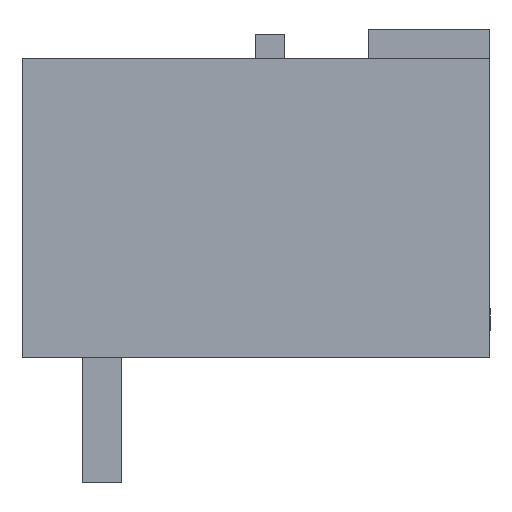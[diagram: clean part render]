
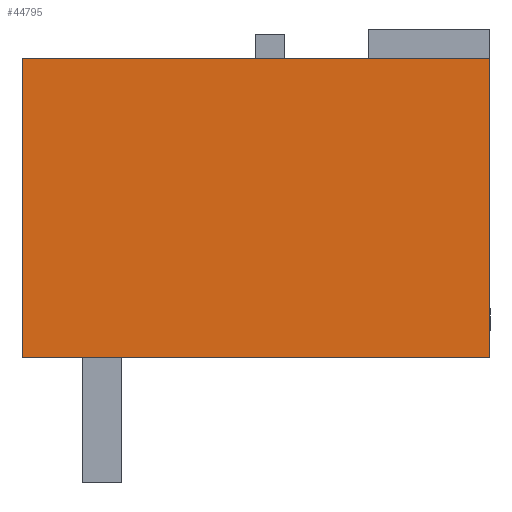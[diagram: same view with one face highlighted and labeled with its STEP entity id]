
A CAD part, left-side view. The second image highlights one B-rep face of the part: STEP entity #44795.
In plain terms, the highlighted planar face has unit normal (-1, 0, 0).
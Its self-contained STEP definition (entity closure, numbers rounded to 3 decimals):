
#44782=AXIS2_PLACEMENT_3D('Plane Axis2P3D',#44779,#44780,#44781) ;
#38265=CARTESIAN_POINT('Vertex',(0.,12.,3.2)) ;
#38268=CARTESIAN_POINT('Line Origine',(0.,12.,7.04)) ;
#38272=CARTESIAN_POINT('Vertex',(0.,12.,10.88)) ;
#39234=CARTESIAN_POINT('Vertex',(0.,0.,10.88)) ;
#39237=CARTESIAN_POINT('Line Origine',(0.,0.,7.04)) ;
#39241=CARTESIAN_POINT('Vertex',(0.,0.,3.2)) ;
#44480=CARTESIAN_POINT('Line Origine',(0.,6.,10.88)) ;
#44779=CARTESIAN_POINT('Axis2P3D Location',(0.,0.,10.88)) ;
#44784=CARTESIAN_POINT('Line Origine',(0.,6.,3.2)) ;
#38269=DIRECTION('Vector Direction',(0.,0.,-1.)) ;
#39238=DIRECTION('Vector Direction',(0.,0.,-1.)) ;
#44481=DIRECTION('Vector Direction',(0.,1.,0.)) ;
#44780=DIRECTION('Axis2P3D Direction',(1.,0.,0.)) ;
#44781=DIRECTION('Axis2P3D XDirection',(0.,0.,-1.)) ;
#44785=DIRECTION('Vector Direction',(0.,1.,0.)) ;
#38270=VECTOR('Line Direction',#38269,1.) ;
#39239=VECTOR('Line Direction',#39238,1.) ;
#44482=VECTOR('Line Direction',#44481,1.) ;
#44786=VECTOR('Line Direction',#44785,1.) ;
#44790=ORIENTED_EDGE('',*,*,#44788,.F.) ;
#44791=ORIENTED_EDGE('',*,*,#39243,.F.) ;
#44792=ORIENTED_EDGE('',*,*,#44484,.T.) ;
#44793=ORIENTED_EDGE('',*,*,#38274,.F.) ;
#44795=ADVANCED_FACE('Body',(#44794),#44783,.F.) ;
#38274=EDGE_CURVE('',#38266,#38273,#38271,.F.) ;
#39243=EDGE_CURVE('',#39235,#39242,#39240,.T.) ;
#44484=EDGE_CURVE('',#39235,#38273,#44483,.T.) ;
#44788=EDGE_CURVE('',#39242,#38266,#44787,.T.) ;
#44789=EDGE_LOOP('',(#44790,#44791,#44792,#44793)) ;
#44794=FACE_OUTER_BOUND('',#44789,.T.) ;
#38271=LINE('Line',#38268,#38270) ;
#39240=LINE('Line',#39237,#39239) ;
#44483=LINE('Line',#44480,#44482) ;
#44787=LINE('Line',#44784,#44786) ;
#44783=PLANE('',#44782) ;
#38266=VERTEX_POINT('',#38265) ;
#38273=VERTEX_POINT('',#38272) ;
#39235=VERTEX_POINT('',#39234) ;
#39242=VERTEX_POINT('',#39241) ;
